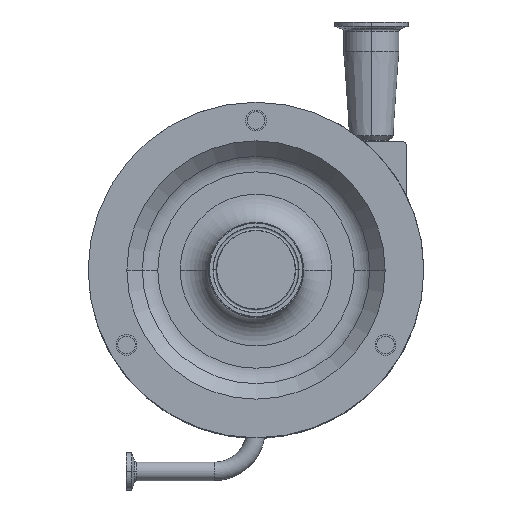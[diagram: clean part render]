
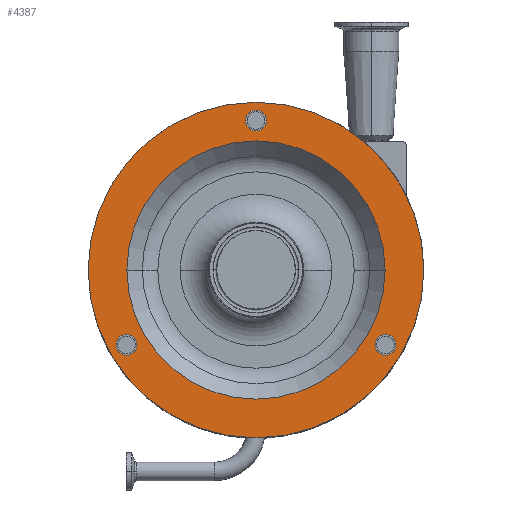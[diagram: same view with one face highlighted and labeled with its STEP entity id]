
A CAD part, top view. The second image highlights one B-rep face of the part: STEP entity #4387.
In plain terms, the highlighted planar face has unit normal (0, 0, 1).
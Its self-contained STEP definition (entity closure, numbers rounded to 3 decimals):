
#208 = CARTESIAN_POINT ( 'NONE',  ( 7.144, 102.5, 206.5 ) ) ;
#222 = CARTESIAN_POINT ( 'NONE',  ( 115., 0., 206.5 ) ) ;
#309 = EDGE_CURVE ( 'NONE', #3398, #17638, #17705, .T. ) ;
#703 = CARTESIAN_POINT ( 'NONE',  ( -81.624, -51.25, 206.5 ) ) ;
#891 = CARTESIAN_POINT ( 'NONE',  ( 88.5, 0., 206.5 ) ) ;
#932 = CARTESIAN_POINT ( 'NONE',  ( -95.911, -51.25, 206.5 ) ) ;
#952 = AXIS2_PLACEMENT_3D ( 'NONE', #14434, #8351, #4136 ) ;
#1019 = ORIENTED_EDGE ( 'NONE', *, *, #10595, .F. ) ;
#1037 = DIRECTION ( 'NONE',  ( 1., 0., 0. ) ) ;
#1449 = CARTESIAN_POINT ( 'NONE',  ( -88.768, -51.25, 206.5 ) ) ;
#2268 = AXIS2_PLACEMENT_3D ( 'NONE', #16927, #17106, #14321 ) ;
#2768 = DIRECTION ( 'NONE',  ( 1., 0., 0. ) ) ;
#2807 = DIRECTION ( 'NONE',  ( 0., 0., 1. ) ) ;
#2849 = VERTEX_POINT ( 'NONE', #891 ) ;
#3070 = CARTESIAN_POINT ( 'NONE',  ( 88.768, -51.25, 206.5 ) ) ;
#3160 = AXIS2_PLACEMENT_3D ( 'NONE', #5571, #11291, #2768 ) ;
#3226 = CARTESIAN_POINT ( 'NONE',  ( 0., 32., 206.5 ) ) ;
#3349 = CARTESIAN_POINT ( 'NONE',  ( 0., 0., 206.5 ) ) ;
#3398 = VERTEX_POINT ( 'NONE', #12539 ) ;
#3516 = VERTEX_POINT ( 'NONE', #12904 ) ;
#3586 = DIRECTION ( 'NONE',  ( 1., 0., 0. ) ) ;
#3923 = DIRECTION ( 'NONE',  ( 0., 0., 1. ) ) ;
#4136 = DIRECTION ( 'NONE',  ( 1., 0., 0. ) ) ;
#4387 = ADVANCED_FACE ( 'NONE', ( #10447, #14665, #10355, #14866, #16066 ), #14765, .F. ) ;
#4675 = CIRCLE ( 'NONE', #3160, 7.144 ) ;
#4836 = AXIS2_PLACEMENT_3D ( 'NONE', #3070, #2807, #8613 ) ;
#5076 = EDGE_LOOP ( 'NONE', ( #12437, #13965 ) ) ;
#5314 = VERTEX_POINT ( 'NONE', #208 ) ;
#5561 = CIRCLE ( 'NONE', #9473, 7.144 ) ;
#5571 = CARTESIAN_POINT ( 'NONE',  ( 0., 102.5, 206.5 ) ) ;
#5587 = EDGE_CURVE ( 'NONE', #5314, #11824, #4675, .T. ) ;
#5681 = CARTESIAN_POINT ( 'NONE',  ( 0., 0., 206.5 ) ) ;
#5778 = DIRECTION ( 'NONE',  ( 1., 0., 0. ) ) ;
#6660 = AXIS2_PLACEMENT_3D ( 'NONE', #11305, #9532, #1037 ) ;
#6674 = DIRECTION ( 'NONE',  ( 0., 0., 1. ) ) ;
#6792 = EDGE_CURVE ( 'NONE', #12548, #7292, #14525, .T. ) ;
#7292 = VERTEX_POINT ( 'NONE', #703 ) ;
#7455 = CARTESIAN_POINT ( 'NONE',  ( -88.5, 0., 206.5 ) ) ;
#7507 = AXIS2_PLACEMENT_3D ( 'NONE', #5681, #11397, #5778 ) ;
#7566 = DIRECTION ( 'NONE',  ( 0., 0., 1. ) ) ;
#8118 = CIRCLE ( 'NONE', #7507, 88.5 ) ;
#8232 = DIRECTION ( 'NONE',  ( 1., 0., 0. ) ) ;
#8351 = DIRECTION ( 'NONE',  ( 0., 0., 1. ) ) ;
#8613 = DIRECTION ( 'NONE',  ( 1., 0., 0. ) ) ;
#8812 = EDGE_CURVE ( 'NONE', #11824, #5314, #18009, .T. ) ;
#9072 = AXIS2_PLACEMENT_3D ( 'NONE', #3349, #7566, #14685 ) ;
#9150 = DIRECTION ( 'NONE',  ( 0., -1., 0. ) ) ;
#9177 = VERTEX_POINT ( 'NONE', #12269 ) ;
#9188 = AXIS2_PLACEMENT_3D ( 'NONE', #10708, #6674, #3586 ) ;
#9343 = EDGE_CURVE ( 'NONE', #9409, #2849, #8118, .T. ) ;
#9409 = VERTEX_POINT ( 'NONE', #7455 ) ;
#9473 = AXIS2_PLACEMENT_3D ( 'NONE', #1449, #12959, #15498 ) ;
#9532 = DIRECTION ( 'NONE',  ( 0., 0., 1. ) ) ;
#9619 = ORIENTED_EDGE ( 'NONE', *, *, #9343, .F. ) ;
#10355 = FACE_BOUND ( 'NONE', #12147, .T. ) ;
#10447 = FACE_OUTER_BOUND ( 'NONE', #17160, .T. ) ;
#10595 = EDGE_CURVE ( 'NONE', #3516, #9177, #10848, .T. ) ;
#10708 = CARTESIAN_POINT ( 'NONE',  ( 0., 0., 206.5 ) ) ;
#10726 = ORIENTED_EDGE ( 'NONE', *, *, #18014, .F. ) ;
#10848 = CIRCLE ( 'NONE', #11130, 7.144 ) ;
#11130 = AXIS2_PLACEMENT_3D ( 'NONE', #11312, #3923, #8232 ) ;
#11291 = DIRECTION ( 'NONE',  ( 0., 0., 1. ) ) ;
#11305 = CARTESIAN_POINT ( 'NONE',  ( 0., 0., 206.5 ) ) ;
#11312 = CARTESIAN_POINT ( 'NONE',  ( 88.768, -51.25, 206.5 ) ) ;
#11397 = DIRECTION ( 'NONE',  ( 0., 0., 1. ) ) ;
#11824 = VERTEX_POINT ( 'NONE', #11950 ) ;
#11863 = DIRECTION ( 'NONE',  ( 0., 0., -1. ) ) ;
#11950 = CARTESIAN_POINT ( 'NONE',  ( -7.144, 102.5, 206.5 ) ) ;
#12147 = EDGE_LOOP ( 'NONE', ( #15335, #16794 ) ) ;
#12269 = CARTESIAN_POINT ( 'NONE',  ( 81.624, -51.25, 206.5 ) ) ;
#12437 = ORIENTED_EDGE ( 'NONE', *, *, #5587, .F. ) ;
#12539 = CARTESIAN_POINT ( 'NONE',  ( -115., 0., 206.5 ) ) ;
#12548 = VERTEX_POINT ( 'NONE', #932 ) ;
#12904 = CARTESIAN_POINT ( 'NONE',  ( 95.911, -51.25, 206.5 ) ) ;
#12915 = CIRCLE ( 'NONE', #4836, 7.144 ) ;
#12959 = DIRECTION ( 'NONE',  ( 0., 0., 1. ) ) ;
#13338 = EDGE_CURVE ( 'NONE', #9177, #3516, #12915, .T. ) ;
#13965 = ORIENTED_EDGE ( 'NONE', *, *, #8812, .F. ) ;
#14148 = CIRCLE ( 'NONE', #9072, 115. ) ;
#14321 = DIRECTION ( 'NONE',  ( 1., 0., 0. ) ) ;
#14364 = EDGE_LOOP ( 'NONE', ( #10726, #9619 ) ) ;
#14434 = CARTESIAN_POINT ( 'NONE',  ( 0., 102.5, 206.5 ) ) ;
#14525 = CIRCLE ( 'NONE', #2268, 7.144 ) ;
#14580 = EDGE_CURVE ( 'NONE', #17638, #3398, #14148, .T. ) ;
#14665 = FACE_BOUND ( 'NONE', #16421, .T. ) ;
#14685 = DIRECTION ( 'NONE',  ( 1., 0., 0. ) ) ;
#14765 = PLANE ( 'NONE',  #17773 ) ;
#14866 = FACE_BOUND ( 'NONE', #5076, .T. ) ;
#14877 = CIRCLE ( 'NONE', #9188, 88.5 ) ;
#15335 = ORIENTED_EDGE ( 'NONE', *, *, #17301, .F. ) ;
#15498 = DIRECTION ( 'NONE',  ( 1., 0., 0. ) ) ;
#15748 = ORIENTED_EDGE ( 'NONE', *, *, #309, .T. ) ;
#15797 = ORIENTED_EDGE ( 'NONE', *, *, #13338, .F. ) ;
#16066 = FACE_BOUND ( 'NONE', #14364, .T. ) ;
#16421 = EDGE_LOOP ( 'NONE', ( #1019, #15797 ) ) ;
#16794 = ORIENTED_EDGE ( 'NONE', *, *, #6792, .F. ) ;
#16927 = CARTESIAN_POINT ( 'NONE',  ( -88.768, -51.25, 206.5 ) ) ;
#17106 = DIRECTION ( 'NONE',  ( 0., 0., 1. ) ) ;
#17160 = EDGE_LOOP ( 'NONE', ( #17460, #15748 ) ) ;
#17301 = EDGE_CURVE ( 'NONE', #7292, #12548, #5561, .T. ) ;
#17460 = ORIENTED_EDGE ( 'NONE', *, *, #14580, .T. ) ;
#17638 = VERTEX_POINT ( 'NONE', #222 ) ;
#17705 = CIRCLE ( 'NONE', #6660, 115. ) ;
#17773 = AXIS2_PLACEMENT_3D ( 'NONE', #3226, #11863, #9150 ) ;
#18009 = CIRCLE ( 'NONE', #952, 7.144 ) ;
#18014 = EDGE_CURVE ( 'NONE', #2849, #9409, #14877, .T. ) ;
